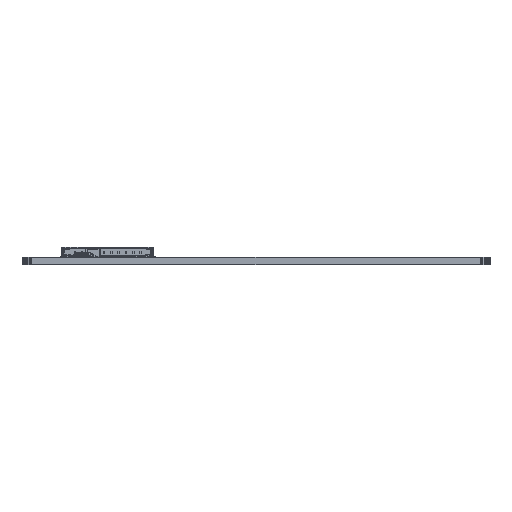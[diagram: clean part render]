
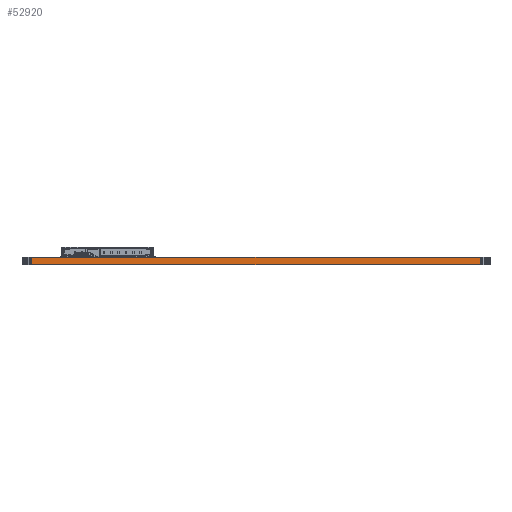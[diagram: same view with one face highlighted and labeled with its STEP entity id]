
A CAD part, left-side view. The second image highlights one B-rep face of the part: STEP entity #52920.
In plain terms, the highlighted planar face has unit normal (-1, 0, 0).
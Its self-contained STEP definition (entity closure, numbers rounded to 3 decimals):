
#49112 = PLANE('',#49113);
#49113 = AXIS2_PLACEMENT_3D('',#49114,#49115,#49116);
#49114 = CARTESIAN_POINT('',(39.2,48.,1.6));
#49115 = DIRECTION('',(-0.,-0.,-1.));
#49116 = DIRECTION('',(-1.,0.,0.));
#49166 = PLANE('',#49167);
#49167 = AXIS2_PLACEMENT_3D('',#49168,#49169,#49170);
#49168 = CARTESIAN_POINT('',(39.2,48.,0.));
#49169 = DIRECTION('',(-0.,-0.,-1.));
#49170 = DIRECTION('',(-1.,0.,0.));
#50199 = VERTEX_POINT('',#50200);
#50200 = CARTESIAN_POINT('',(0.7,2.,0.));
#50214 = PLANE('',#50215);
#50215 = AXIS2_PLACEMENT_3D('',#50216,#50217,#50218);
#50216 = CARTESIAN_POINT('',(0.72,1.715,0.));
#50217 = DIRECTION('',(-0.997,-0.071,0.));
#50218 = DIRECTION('',(-0.071,0.997,0.));
#50226 = EDGE_CURVE('',#50199,#50227,#50229,.T.);
#50227 = VERTEX_POINT('',#50228);
#50228 = CARTESIAN_POINT('',(0.7,94.,0.));
#50229 = SURFACE_CURVE('',#50230,(#50234,#50241),.PCURVE_S1.);
#50230 = LINE('',#50231,#50232);
#50231 = CARTESIAN_POINT('',(0.7,2.,0.));
#50232 = VECTOR('',#50233,1.);
#50233 = DIRECTION('',(0.,1.,0.));
#50234 = PCURVE('',#49166,#50235);
#50235 = DEFINITIONAL_REPRESENTATION('',(#50236),#50240);
#50236 = LINE('',#50237,#50238);
#50237 = CARTESIAN_POINT('',(38.5,-46.));
#50238 = VECTOR('',#50239,1.);
#50239 = DIRECTION('',(0.,1.));
#50240 = ( GEOMETRIC_REPRESENTATION_CONTEXT(2) 
PARAMETRIC_REPRESENTATION_CONTEXT() REPRESENTATION_CONTEXT('2D SPACE',''
  ) );
#50241 = PCURVE('',#50242,#50247);
#50242 = PLANE('',#50243);
#50243 = AXIS2_PLACEMENT_3D('',#50244,#50245,#50246);
#50244 = CARTESIAN_POINT('',(0.7,2.,0.));
#50245 = DIRECTION('',(-1.,0.,0.));
#50246 = DIRECTION('',(0.,1.,0.));
#50247 = DEFINITIONAL_REPRESENTATION('',(#50248),#50252);
#50248 = LINE('',#50249,#50250);
#50249 = CARTESIAN_POINT('',(0.,0.));
#50250 = VECTOR('',#50251,1.);
#50251 = DIRECTION('',(1.,0.));
#50252 = ( GEOMETRIC_REPRESENTATION_CONTEXT(2) 
PARAMETRIC_REPRESENTATION_CONTEXT() REPRESENTATION_CONTEXT('2D SPACE',''
  ) );
#50270 = PLANE('',#50271);
#50271 = AXIS2_PLACEMENT_3D('',#50272,#50273,#50274);
#50272 = CARTESIAN_POINT('',(0.7,94.,0.));
#50273 = DIRECTION('',(-0.997,0.071,0.));
#50274 = DIRECTION('',(0.071,0.997,0.));
#51653 = VERTEX_POINT('',#51654);
#51654 = CARTESIAN_POINT('',(0.7,2.,1.6));
#51675 = EDGE_CURVE('',#51653,#51676,#51678,.T.);
#51676 = VERTEX_POINT('',#51677);
#51677 = CARTESIAN_POINT('',(0.7,94.,1.6));
#51678 = SURFACE_CURVE('',#51679,(#51683,#51690),.PCURVE_S1.);
#51679 = LINE('',#51680,#51681);
#51680 = CARTESIAN_POINT('',(0.7,2.,1.6));
#51681 = VECTOR('',#51682,1.);
#51682 = DIRECTION('',(0.,1.,0.));
#51683 = PCURVE('',#49112,#51684);
#51684 = DEFINITIONAL_REPRESENTATION('',(#51685),#51689);
#51685 = LINE('',#51686,#51687);
#51686 = CARTESIAN_POINT('',(38.5,-46.));
#51687 = VECTOR('',#51688,1.);
#51688 = DIRECTION('',(0.,1.));
#51689 = ( GEOMETRIC_REPRESENTATION_CONTEXT(2) 
PARAMETRIC_REPRESENTATION_CONTEXT() REPRESENTATION_CONTEXT('2D SPACE',''
  ) );
#51690 = PCURVE('',#50242,#51691);
#51691 = DEFINITIONAL_REPRESENTATION('',(#51692),#51696);
#51692 = LINE('',#51693,#51694);
#51693 = CARTESIAN_POINT('',(0.,-1.6));
#51694 = VECTOR('',#51695,1.);
#51695 = DIRECTION('',(1.,0.));
#51696 = ( GEOMETRIC_REPRESENTATION_CONTEXT(2) 
PARAMETRIC_REPRESENTATION_CONTEXT() REPRESENTATION_CONTEXT('2D SPACE',''
  ) );
#52870 = EDGE_CURVE('',#50227,#51676,#52871,.T.);
#52871 = SURFACE_CURVE('',#52872,(#52876,#52883),.PCURVE_S1.);
#52872 = LINE('',#52873,#52874);
#52873 = CARTESIAN_POINT('',(0.7,94.,0.));
#52874 = VECTOR('',#52875,1.);
#52875 = DIRECTION('',(0.,0.,1.));
#52876 = PCURVE('',#50270,#52877);
#52877 = DEFINITIONAL_REPRESENTATION('',(#52878),#52882);
#52878 = LINE('',#52879,#52880);
#52879 = CARTESIAN_POINT('',(0.,0.));
#52880 = VECTOR('',#52881,1.);
#52881 = DIRECTION('',(0.,-1.));
#52882 = ( GEOMETRIC_REPRESENTATION_CONTEXT(2) 
PARAMETRIC_REPRESENTATION_CONTEXT() REPRESENTATION_CONTEXT('2D SPACE',''
  ) );
#52883 = PCURVE('',#50242,#52884);
#52884 = DEFINITIONAL_REPRESENTATION('',(#52885),#52889);
#52885 = LINE('',#52886,#52887);
#52886 = CARTESIAN_POINT('',(92.,0.));
#52887 = VECTOR('',#52888,1.);
#52888 = DIRECTION('',(0.,-1.));
#52889 = ( GEOMETRIC_REPRESENTATION_CONTEXT(2) 
PARAMETRIC_REPRESENTATION_CONTEXT() REPRESENTATION_CONTEXT('2D SPACE',''
  ) );
#52920 = ADVANCED_FACE('',(#52921),#50242,.T.);
#52921 = FACE_BOUND('',#52922,.T.);
#52922 = EDGE_LOOP('',(#52923,#52944,#52945,#52946));
#52923 = ORIENTED_EDGE('',*,*,#52924,.T.);
#52924 = EDGE_CURVE('',#50199,#51653,#52925,.T.);
#52925 = SURFACE_CURVE('',#52926,(#52930,#52937),.PCURVE_S1.);
#52926 = LINE('',#52927,#52928);
#52927 = CARTESIAN_POINT('',(0.7,2.,0.));
#52928 = VECTOR('',#52929,1.);
#52929 = DIRECTION('',(0.,0.,1.));
#52930 = PCURVE('',#50242,#52931);
#52931 = DEFINITIONAL_REPRESENTATION('',(#52932),#52936);
#52932 = LINE('',#52933,#52934);
#52933 = CARTESIAN_POINT('',(0.,0.));
#52934 = VECTOR('',#52935,1.);
#52935 = DIRECTION('',(0.,-1.));
#52936 = ( GEOMETRIC_REPRESENTATION_CONTEXT(2) 
PARAMETRIC_REPRESENTATION_CONTEXT() REPRESENTATION_CONTEXT('2D SPACE',''
  ) );
#52937 = PCURVE('',#50214,#52938);
#52938 = DEFINITIONAL_REPRESENTATION('',(#52939),#52943);
#52939 = LINE('',#52940,#52941);
#52940 = CARTESIAN_POINT('',(0.285,0.));
#52941 = VECTOR('',#52942,1.);
#52942 = DIRECTION('',(0.,-1.));
#52943 = ( GEOMETRIC_REPRESENTATION_CONTEXT(2) 
PARAMETRIC_REPRESENTATION_CONTEXT() REPRESENTATION_CONTEXT('2D SPACE',''
  ) );
#52944 = ORIENTED_EDGE('',*,*,#51675,.T.);
#52945 = ORIENTED_EDGE('',*,*,#52870,.F.);
#52946 = ORIENTED_EDGE('',*,*,#50226,.F.);
